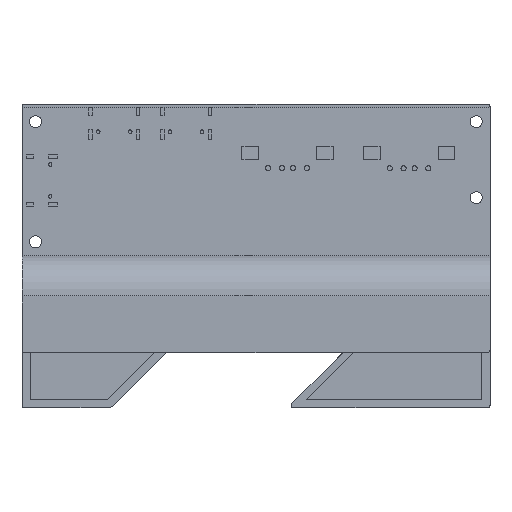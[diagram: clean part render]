
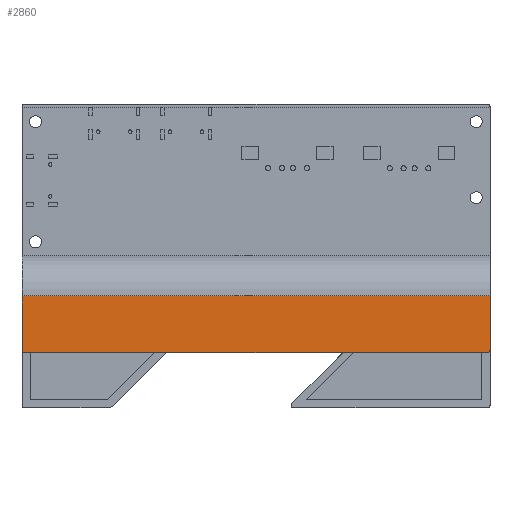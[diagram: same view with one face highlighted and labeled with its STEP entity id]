
A CAD part, top view. The second image highlights one B-rep face of the part: STEP entity #2860.
In plain terms, the highlighted planar face has unit normal (0, 0, 1).
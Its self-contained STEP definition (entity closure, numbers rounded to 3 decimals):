
#81=CIRCLE('',#3054,0.5);
#87=CIRCLE('',#3062,0.5);
#205=FACE_OUTER_BOUND('',#384,.T.);
#384=EDGE_LOOP('',(#2049,#2050,#2051,#2052,#2053,#2054));
#633=LINE('',#4287,#958);
#646=LINE('',#4319,#971);
#647=LINE('',#4323,#972);
#648=LINE('',#4324,#973);
#958=VECTOR('',#3421,10.);
#971=VECTOR('',#3444,10.);
#972=VECTOR('',#3447,10.);
#973=VECTOR('',#3448,10.);
#1280=VERTEX_POINT('',#4277);
#1281=VERTEX_POINT('',#4278);
#1284=VERTEX_POINT('',#4286);
#1298=VERTEX_POINT('',#4318);
#1299=VERTEX_POINT('',#4320);
#1300=VERTEX_POINT('',#4322);
#1570=EDGE_CURVE('',#1280,#1281,#81,.T.);
#1574=EDGE_CURVE('',#1281,#1284,#633,.T.);
#1591=EDGE_CURVE('',#1280,#1298,#646,.T.);
#1592=EDGE_CURVE('',#1299,#1298,#87,.T.);
#1593=EDGE_CURVE('',#1300,#1299,#647,.T.);
#1594=EDGE_CURVE('',#1284,#1300,#648,.T.);
#2049=ORIENTED_EDGE('',*,*,#1570,.F.);
#2050=ORIENTED_EDGE('',*,*,#1591,.T.);
#2051=ORIENTED_EDGE('',*,*,#1592,.F.);
#2052=ORIENTED_EDGE('',*,*,#1593,.F.);
#2053=ORIENTED_EDGE('',*,*,#1594,.F.);
#2054=ORIENTED_EDGE('',*,*,#1574,.F.);
#2719=PLANE('',#3061);
#2860=ADVANCED_FACE('',(#205),#2719,.T.);
#3054=AXIS2_PLACEMENT_3D('',#4279,#3413,#3414);
#3061=AXIS2_PLACEMENT_3D('',#4317,#3442,#3443);
#3062=AXIS2_PLACEMENT_3D('',#4321,#3445,#3446);
#3413=DIRECTION('center_axis',(0.,0.,
-1.));
#3414=DIRECTION('ref_axis',(-0.707,-0.707,0.));
#3421=DIRECTION('',(0.,1.,0.));
#3442=DIRECTION('center_axis',(0.,0.,
1.));
#3443=DIRECTION('ref_axis',(0.,-1.,0.));
#3444=DIRECTION('',(1.,0.,0.));
#3445=DIRECTION('center_axis',(0.,0.,
-1.));
#3446=DIRECTION('ref_axis',(0.707,-0.707,0.));
#3447=DIRECTION('',(0.,-1.,0.));
#3448=DIRECTION('',(1.,0.,0.));
#4277=CARTESIAN_POINT('',(0.5,-45.,20.));
#4278=CARTESIAN_POINT('',(0.,-44.5,20.));
#4279=CARTESIAN_POINT('Origin',(0.5,-44.5,20.));
#4286=CARTESIAN_POINT('',(0.,-34.75,20.));
#4287=CARTESIAN_POINT('',(0.,-45.,20.));
#4317=CARTESIAN_POINT('Origin',(0.,-34.75,
20.));
#4318=CARTESIAN_POINT('',(84.2,-45.,20.));
#4319=CARTESIAN_POINT('',(0.,-45.,20.));
#4320=CARTESIAN_POINT('',(84.7,-44.5,20.));
#4321=CARTESIAN_POINT('Origin',(84.2,-44.5,20.));
#4322=CARTESIAN_POINT('',(84.7,-34.75,20.));
#4323=CARTESIAN_POINT('',(84.7,-45.,20.));
#4324=CARTESIAN_POINT('',(0.,-34.75,20.));
